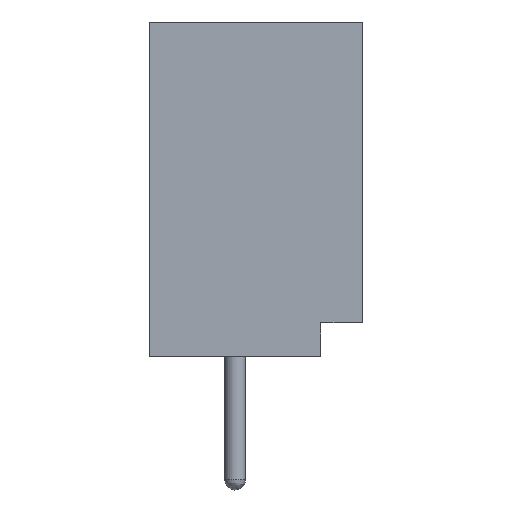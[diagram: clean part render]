
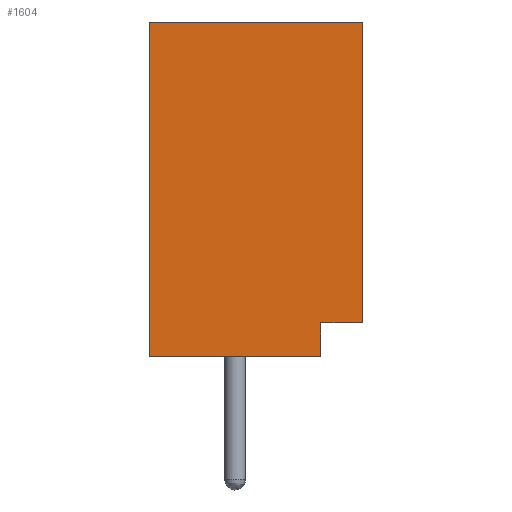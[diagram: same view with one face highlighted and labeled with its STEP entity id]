
A CAD part, left-side view. The second image highlights one B-rep face of the part: STEP entity #1604.
In plain terms, the highlighted planar face has unit normal (-1, 0, 0).
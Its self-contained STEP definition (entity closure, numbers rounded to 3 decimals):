
#12 = ORIENTED_EDGE ( 'NONE', *, *, #571, .T. ) ;
#134 = CARTESIAN_POINT ( 'NONE',  ( -4., -3.05, 0.8 ) ) ;
#140 = LINE ( 'NONE', #2028, #789 ) ;
#185 = VECTOR ( 'NONE', #1022, 1000. ) ;
#201 = CARTESIAN_POINT ( 'NONE',  ( -4., 2.05, 0. ) ) ;
#208 = CARTESIAN_POINT ( 'NONE',  ( -4., -2.05, 4. ) ) ;
#258 = CARTESIAN_POINT ( 'NONE',  ( -4., 2.05, 0. ) ) ;
#268 = VERTEX_POINT ( 'NONE', #1830 ) ;
#269 = EDGE_CURVE ( 'NONE', #1428, #816, #1354, .T. ) ;
#285 = CARTESIAN_POINT ( 'NONE',  ( -4., 2.05, 4. ) ) ;
#306 = CARTESIAN_POINT ( 'NONE',  ( -4., -3.05, 8. ) ) ;
#365 = VECTOR ( 'NONE', #1845, 1000. ) ;
#371 = EDGE_CURVE ( 'NONE', #1403, #268, #1655, .T. ) ;
#571 = EDGE_CURVE ( 'NONE', #1105, #1564, #2057, .T. ) ;
#598 = FACE_OUTER_BOUND ( 'NONE', #645, .T. ) ;
#645 = EDGE_LOOP ( 'NONE', ( #968, #1592, #2102, #12, #992, #1234 ) ) ;
#670 = CARTESIAN_POINT ( 'NONE',  ( -4., -3.05, 0. ) ) ;
#671 = CARTESIAN_POINT ( 'NONE',  ( -4., 2.05, 8. ) ) ;
#717 = VECTOR ( 'NONE', #1398, 1000. ) ;
#731 = EDGE_CURVE ( 'NONE', #1105, #1428, #1204, .T. ) ;
#761 = CARTESIAN_POINT ( 'NONE',  ( -4., 2.05, 0. ) ) ;
#789 = VECTOR ( 'NONE', #1099, 1000. ) ;
#816 = VERTEX_POINT ( 'NONE', #134 ) ;
#822 = DIRECTION ( 'NONE',  ( 0., 0., -1. ) ) ;
#968 = ORIENTED_EDGE ( 'NONE', *, *, #1197, .F. ) ;
#992 = ORIENTED_EDGE ( 'NONE', *, *, #1020, .F. ) ;
#1020 = EDGE_CURVE ( 'NONE', #268, #1564, #1383, .T. ) ;
#1022 = DIRECTION ( 'NONE',  ( 0., 0., -1. ) ) ;
#1085 = PLANE ( 'NONE',  #2024 ) ;
#1099 = DIRECTION ( 'NONE',  ( 0., 1., 0. ) ) ;
#1105 = VERTEX_POINT ( 'NONE', #671 ) ;
#1197 = EDGE_CURVE ( 'NONE', #816, #1403, #140, .T. ) ;
#1204 = LINE ( 'NONE', #1861, #365 ) ;
#1220 = DIRECTION ( 'NONE',  ( 1., 0., 0. ) ) ;
#1234 = ORIENTED_EDGE ( 'NONE', *, *, #371, .F. ) ;
#1240 = VECTOR ( 'NONE', #822, 1000. ) ;
#1354 = LINE ( 'NONE', #670, #185 ) ;
#1383 = LINE ( 'NONE', #761, #717 ) ;
#1398 = DIRECTION ( 'NONE',  ( 0., 1., 0. ) ) ;
#1403 = VERTEX_POINT ( 'NONE', #1917 ) ;
#1428 = VERTEX_POINT ( 'NONE', #306 ) ;
#1532 = DIRECTION ( 'NONE',  ( 0., 0., -1. ) ) ;
#1564 = VERTEX_POINT ( 'NONE', #201 ) ;
#1568 = DIRECTION ( 'NONE',  ( 0., 0., -1. ) ) ;
#1592 = ORIENTED_EDGE ( 'NONE', *, *, #269, .F. ) ;
#1604 = ADVANCED_FACE ( 'NONE', ( #598 ), #1085, .F. ) ;
#1655 = LINE ( 'NONE', #208, #1240 ) ;
#1830 = CARTESIAN_POINT ( 'NONE',  ( -4., -2.05, 0. ) ) ;
#1845 = DIRECTION ( 'NONE',  ( 0., -1., 0. ) ) ;
#1861 = CARTESIAN_POINT ( 'NONE',  ( -4., 2.05, 8. ) ) ;
#1917 = CARTESIAN_POINT ( 'NONE',  ( -4., -2.05, 0.8 ) ) ;
#2024 = AXIS2_PLACEMENT_3D ( 'NONE', #258, #1220, #1532 ) ;
#2028 = CARTESIAN_POINT ( 'NONE',  ( -4., 2.05, 0.8 ) ) ;
#2057 = LINE ( 'NONE', #285, #2073 ) ;
#2073 = VECTOR ( 'NONE', #1568, 1000. ) ;
#2102 = ORIENTED_EDGE ( 'NONE', *, *, #731, .F. ) ;
